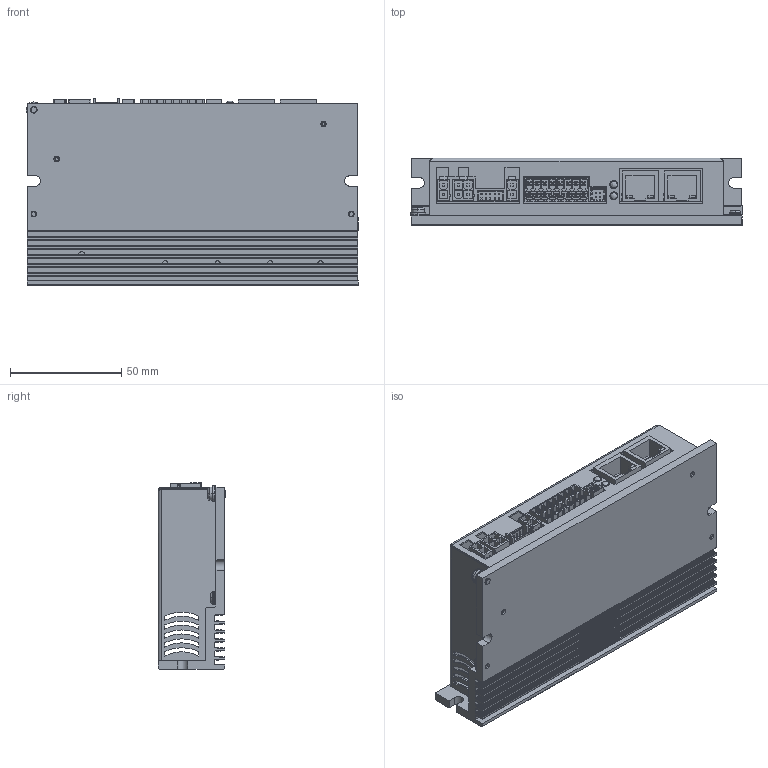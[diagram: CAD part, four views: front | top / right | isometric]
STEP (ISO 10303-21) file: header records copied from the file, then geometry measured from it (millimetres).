
FILE_DESCRIPTION (( 'STEP AP214' ), '1' );
FILE_NAME ('SW4A3070H241-00C0680.STEP', '2025-01-29T19:49:52', ( '' ), ( '' ), 'SwSTEP 2.0', 'SolidWorks 2024', '' );
FILE_SCHEMA (( 'AUTOMOTIVE_DESIGN' ));
Length unit declared in the file: inch
Products named in the file (1): SW4A3070H241-00C0680
Bounding box: 149.3 x 30.5 x 84 mm (x, y, z)
Volume: 105877.2 mm3; surface area: 111805.1 mm2
Topology: 21 solids, 21 shells, 3854 faces, 10794 edges, 7063 vertices
Faces by surface type: plane 2524, cylinder 1109, cone 162, torus 24, sphere 20, bspline 15
Entity records: 124515 total; most frequent: CARTESIAN_POINT 25764, ORIENTED_EDGE 21460, DIRECTION 19355, EDGE_CURVE 10730, VECTOR 7781, LINE 7781, VERTEX_POINT 7063, AXIS2_PLACEMENT_3D 5787
